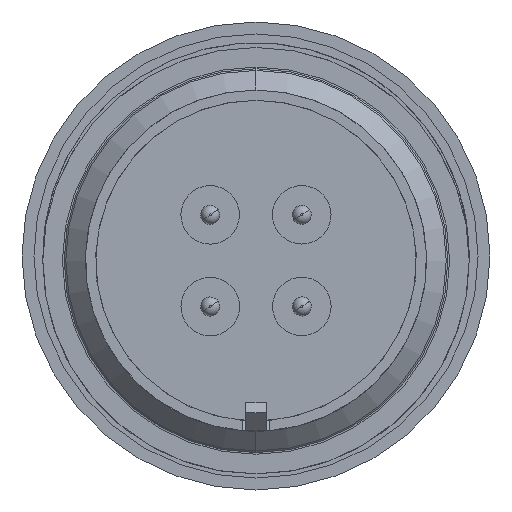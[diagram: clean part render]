
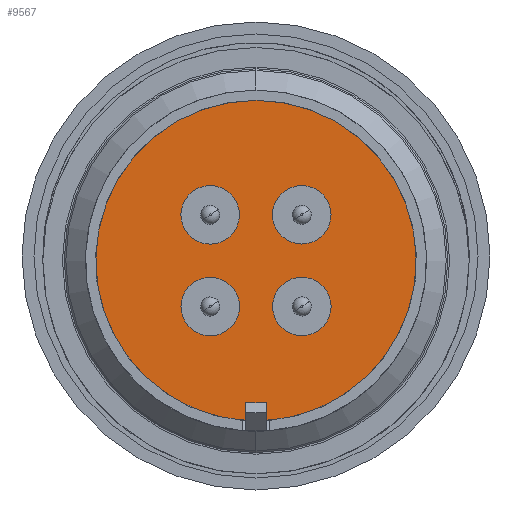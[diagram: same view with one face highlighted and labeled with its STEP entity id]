
A CAD part, front view. The second image highlights one B-rep face of the part: STEP entity #9567.
In plain terms, the highlighted planar face has unit normal (0, -1, 0).
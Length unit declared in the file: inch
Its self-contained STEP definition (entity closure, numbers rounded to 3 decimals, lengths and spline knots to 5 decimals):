
#268 = VERTEX_POINT ( 'NONE', #2517 ) ;
#297 = VERTEX_POINT ( 'NONE', #2567 ) ;
#334 = VERTEX_POINT ( 'NONE', #2632 ) ;
#346 = VERTEX_POINT ( 'NONE', #6599 ) ;
#503 = AXIS2_PLACEMENT_3D ( 'NONE', #6935, #6936, #6937 ) ;
#504 = AXIS2_PLACEMENT_3D ( 'NONE', #6938, #6939, #6940 ) ;
#505 = AXIS2_PLACEMENT_3D ( 'NONE', #6941, #6942, #6943 ) ;
#506 = AXIS2_PLACEMENT_3D ( 'NONE', #6944, #6945, #6946 ) ;
#507 = AXIS2_PLACEMENT_3D ( 'NONE', #6947, #6948, #6949 ) ;
#945 = FACE_OUTER_BOUND ( 'NONE', #8696, .T. ) ;
#949 = FACE_BOUND ( 'NONE', #8699, .T. ) ;
#952 = FACE_BOUND ( 'NONE', #9426, .T. ) ;
#953 = FACE_BOUND ( 'NONE', #8731, .T. ) ;
#955 = FACE_BOUND ( 'NONE', #8709, .T. ) ;
#1184 = EDGE_CURVE ( 'NONE', #9861, #8816, #2902, .T. ) ;
#1186 = EDGE_CURVE ( 'NONE', #9113, #346, #2909, .T. ) ;
#1190 = EDGE_CURVE ( 'NONE', #268, #8818, #2903, .T. ) ;
#1194 = EDGE_CURVE ( 'NONE', #297, #334, #2915, .T. ) ;
#1198 = EDGE_CURVE ( 'NONE', #9851, #8821, #2921, .T. ) ;
#2244 = EDGE_CURVE ( 'NONE', #8821, #9851, #5710, .T. ) ;
#2245 = EDGE_CURVE ( 'NONE', #334, #297, #5711, .T. ) ;
#2246 = EDGE_CURVE ( 'NONE', #8818, #268, #5712, .T. ) ;
#2247 = EDGE_CURVE ( 'NONE', #346, #9113, #5713, .T. ) ;
#2248 = EDGE_CURVE ( 'NONE', #8816, #9861, #5714, .T. ) ;
#2517 = CARTESIAN_POINT ( 'NONE',  ( -0.22003, 0.07, -0.13442 ) ) ;
#2567 = CARTESIAN_POINT ( 'NONE',  ( 0.04867, 0.07, -0.13428 ) ) ;
#2632 = CARTESIAN_POINT ( 'NONE',  ( 0.22017, 0.07, -0.13428 ) ) ;
#2728 = ORIENTED_EDGE ( 'NONE', *, *, #2247, .F. ) ;
#2729 = ORIENTED_EDGE ( 'NONE', *, *, #1190, .F. ) ;
#2736 = ORIENTED_EDGE ( 'NONE', *, *, #1184, .F. ) ;
#2746 = ORIENTED_EDGE ( 'NONE', *, *, #2246, .F. ) ;
#2747 = ORIENTED_EDGE ( 'NONE', *, *, #2248, .F. ) ;
#2902 = CIRCLE ( 'NONE', #4218, 0.4785 ) ;
#2903 = CIRCLE ( 'NONE', #4221, 0.08575 ) ;
#2909 = CIRCLE ( 'NONE', #4219, 0.08575 ) ;
#2915 = CIRCLE ( 'NONE', #4223, 0.08575 ) ;
#2921 = CIRCLE ( 'NONE', #4225, 0.08575 ) ;
#3887 = CARTESIAN_POINT ( 'NONE',  ( -0.33818, 0.07, -0.33852 ) ) ;
#3889 = CARTESIAN_POINT ( 'NONE',  ( -0.04853, 0.07, -0.13442 ) ) ;
#3892 = CARTESIAN_POINT ( 'NONE',  ( -0.04867, 0.07, 0.13428 ) ) ;
#3961 = CARTESIAN_POINT ( 'NONE',  ( 0.04853, 0.07, 0.13442 ) ) ;
#4218 = AXIS2_PLACEMENT_3D ( 'NONE', #6616, #6617, #6618 ) ;
#4219 = AXIS2_PLACEMENT_3D ( 'NONE', #6623, #6624, #6625 ) ;
#4221 = AXIS2_PLACEMENT_3D ( 'NONE', #6633, #6634, #6635 ) ;
#4223 = AXIS2_PLACEMENT_3D ( 'NONE', #6643, #6644, #6645 ) ;
#4225 = AXIS2_PLACEMENT_3D ( 'NONE', #6653, #6654, #6655 ) ;
#4639 = ORIENTED_EDGE ( 'NONE', *, *, #1198, .F. ) ;
#4642 = ORIENTED_EDGE ( 'NONE', *, *, #1194, .F. ) ;
#4643 = ORIENTED_EDGE ( 'NONE', *, *, #2245, .F. ) ;
#5016 = ORIENTED_EDGE ( 'NONE', *, *, #2244, .F. ) ;
#5161 = ORIENTED_EDGE ( 'NONE', *, *, #1186, .F. ) ;
#5287 = AXIS2_PLACEMENT_3D ( 'NONE', #7298, #7289, #7300 ) ;
#5710 = CIRCLE ( 'NONE', #503, 0.08575 ) ;
#5711 = CIRCLE ( 'NONE', #504, 0.08575 ) ;
#5712 = CIRCLE ( 'NONE', #505, 0.08575 ) ;
#5713 = CIRCLE ( 'NONE', #506, 0.08575 ) ;
#5714 = CIRCLE ( 'NONE', #507, 0.4785 ) ;
#6599 = CARTESIAN_POINT ( 'NONE',  ( 0.22003, 0.07, 0.13442 ) ) ;
#6616 = CARTESIAN_POINT ( 'NONE',  ( 0., 0.07, 0. ) ) ;
#6617 = DIRECTION ( 'NONE',  ( 0., 1., 0. ) ) ;
#6618 = DIRECTION ( 'NONE',  ( 0.707, 0., 0.707 ) ) ;
#6623 = CARTESIAN_POINT ( 'NONE',  ( 0.13428, 0.07, 0.13442 ) ) ;
#6624 = DIRECTION ( 'NONE',  ( 0., -1., 0. ) ) ;
#6625 = DIRECTION ( 'NONE',  ( -1., 0., 0. ) ) ;
#6633 = CARTESIAN_POINT ( 'NONE',  ( -0.13428, 0.07, -0.13442 ) ) ;
#6634 = DIRECTION ( 'NONE',  ( 0., -1., 0. ) ) ;
#6635 = DIRECTION ( 'NONE',  ( -1., 0., 0. ) ) ;
#6643 = CARTESIAN_POINT ( 'NONE',  ( 0.13442, 0.07, -0.13428 ) ) ;
#6644 = DIRECTION ( 'NONE',  ( 0., -1., 0. ) ) ;
#6645 = DIRECTION ( 'NONE',  ( -1., 0., 0. ) ) ;
#6653 = CARTESIAN_POINT ( 'NONE',  ( -0.13442, 0.07, 0.13428 ) ) ;
#6654 = DIRECTION ( 'NONE',  ( 0., -1., 0. ) ) ;
#6655 = DIRECTION ( 'NONE',  ( -1., 0., 0. ) ) ;
#6935 = CARTESIAN_POINT ( 'NONE',  ( -0.13442, 0.07, 0.13428 ) ) ;
#6936 = DIRECTION ( 'NONE',  ( 0., -1., 0. ) ) ;
#6937 = DIRECTION ( 'NONE',  ( -1., 0., 0. ) ) ;
#6938 = CARTESIAN_POINT ( 'NONE',  ( 0.13442, 0.07, -0.13428 ) ) ;
#6939 = DIRECTION ( 'NONE',  ( 0., -1., 0. ) ) ;
#6940 = DIRECTION ( 'NONE',  ( -1., 0., 0. ) ) ;
#6941 = CARTESIAN_POINT ( 'NONE',  ( -0.13428, 0.07, -0.13442 ) ) ;
#6942 = DIRECTION ( 'NONE',  ( 0., -1., 0. ) ) ;
#6943 = DIRECTION ( 'NONE',  ( -1., 0., 0. ) ) ;
#6944 = CARTESIAN_POINT ( 'NONE',  ( 0.13428, 0.07, 0.13442 ) ) ;
#6945 = DIRECTION ( 'NONE',  ( 0., -1., 0. ) ) ;
#6946 = DIRECTION ( 'NONE',  ( -1., 0., 0. ) ) ;
#6947 = CARTESIAN_POINT ( 'NONE',  ( 0., 0.07, 0. ) ) ;
#6948 = DIRECTION ( 'NONE',  ( 0., 1., 0. ) ) ;
#6949 = DIRECTION ( 'NONE',  ( 0.707, 0., 0.707 ) ) ;
#7289 = DIRECTION ( 'NONE',  ( 0., 1., 0. ) ) ;
#7296 = PLANE ( 'NONE',  #5287 ) ;
#7298 = CARTESIAN_POINT ( 'NONE',  ( 0., 0.07, 0. ) ) ;
#7300 = DIRECTION ( 'NONE',  ( 0.707, 0., 0.707 ) ) ;
#8606 = CARTESIAN_POINT ( 'NONE',  ( -0.22017, 0.07, 0.13428 ) ) ;
#8616 = CARTESIAN_POINT ( 'NONE',  ( 0.33818, 0.07, 0.33852 ) ) ;
#8696 = EDGE_LOOP ( 'NONE', ( #2747, #2736 ) ) ;
#8699 = EDGE_LOOP ( 'NONE', ( #4642, #4643 ) ) ;
#8709 = EDGE_LOOP ( 'NONE', ( #2729, #2746 ) ) ;
#8731 = EDGE_LOOP ( 'NONE', ( #4639, #5016 ) ) ;
#8816 = VERTEX_POINT ( 'NONE', #3887 ) ;
#8818 = VERTEX_POINT ( 'NONE', #3889 ) ;
#8821 = VERTEX_POINT ( 'NONE', #3892 ) ;
#9113 = VERTEX_POINT ( 'NONE', #3961 ) ;
#9426 = EDGE_LOOP ( 'NONE', ( #5161, #2728 ) ) ;
#9567 = ADVANCED_FACE ( 'NONE', ( #952, #955, #945, #949, #953 ), #7296, .F. ) ;
#9851 = VERTEX_POINT ( 'NONE', #8606 ) ;
#9861 = VERTEX_POINT ( 'NONE', #8616 ) ;
